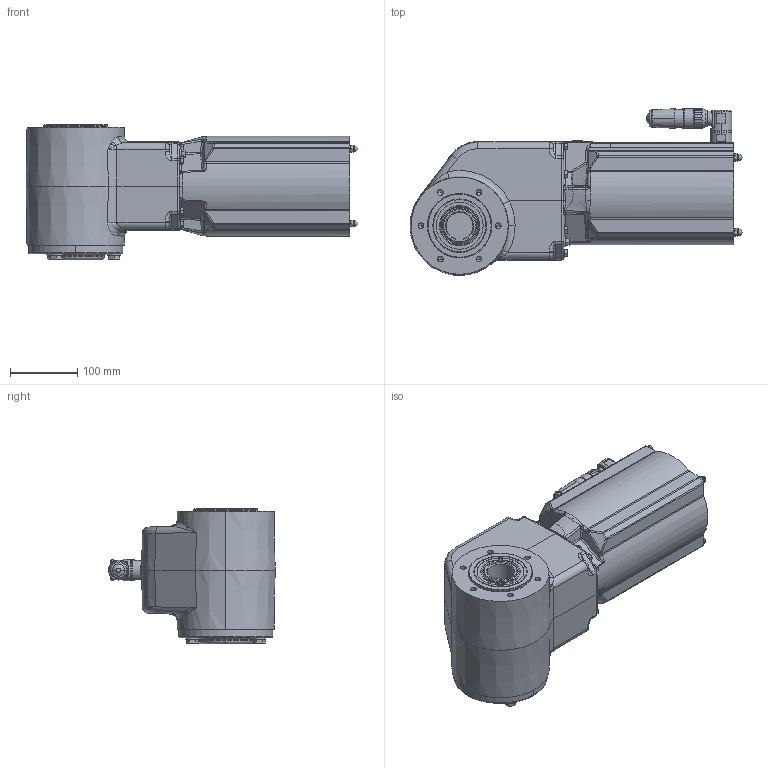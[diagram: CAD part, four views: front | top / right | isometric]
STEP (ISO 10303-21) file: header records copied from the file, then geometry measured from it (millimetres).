
FILE_DESCRIPTION((''),'2;1');
FILE_NAME('178G6015_HUELLE_SW0001','2014-10-23T',('t.klippstein'),(''),'PRO/ENGINEER BY PARAMETRIC TECHNOLOGY CORPORATION, 2013230','PRO/ENGINEER BY PARAMETRIC TECHNOLOGY CORPORATION, 2013230','');
FILE_SCHEMA(('AUTOMOTIVE_DESIGN { 1 0 10303 214 1 1 1 1 }'));
Length unit declared in the file: millimetre
Products named in the file (1): 178G6015_HUELLE_SW0001
Bounding box: 494.97 x 248.61 x 202.5 mm (x, y, z)
Volume: 10268023.9 mm3; surface area: 398295.1 mm2
Topology: 1 solids, 2 shells, 1123 faces, 2691 edges, 1610 vertices
Faces by surface type: plane 325, cylinder 252, cone 231, bspline 225, torus 66, sphere 24
Entity records: 56956 total; most frequent: CARTESIAN_POINT 23990, ORIENTED_EDGE 5342, DIRECTION 4625, EDGE_CURVE 2671, AXIS2_PLACEMENT_3D 1889, VERTEX_POINT 1610, FILL_AREA_STYLE_COLOUR 1280, FILL_AREA_STYLE 1280
